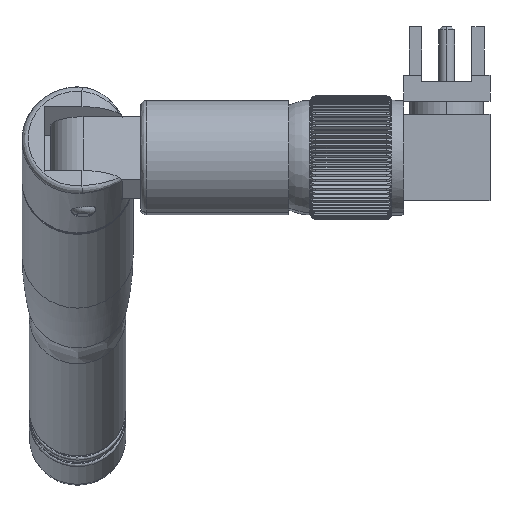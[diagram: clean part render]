
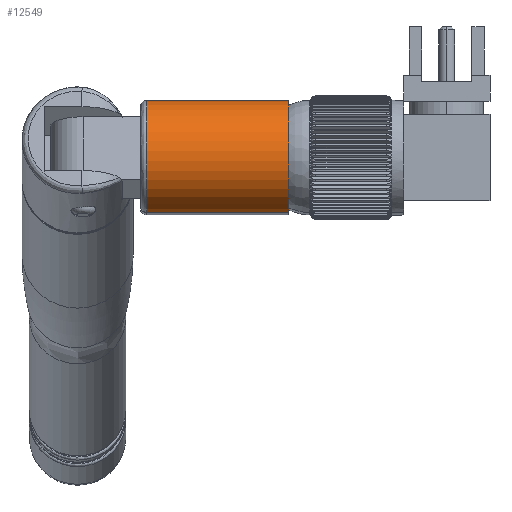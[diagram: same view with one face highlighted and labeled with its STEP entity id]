
A CAD part, left-side view. The second image highlights one B-rep face of the part: STEP entity #12549.
In plain terms, the highlighted cylindrical face has radius 4.65 mm (diameter 9.3 mm), a partial arc.
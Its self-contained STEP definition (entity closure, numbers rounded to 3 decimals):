
#483 = VERTEX_POINT ( 'NONE', #6261 ) ;
#573 = ORIENTED_EDGE ( 'NONE', *, *, #15547, .T. ) ;
#5280 = LINE ( 'NONE', #18341, #10712 ) ;
#5337 = CARTESIAN_POINT ( 'NONE',  ( 0., 5.3, -17.1 ) ) ;
#5964 = DIRECTION ( 'NONE',  ( 0., 0., 1. ) ) ;
#6108 = CYLINDRICAL_SURFACE ( 'NONE', #22058, 4.65 ) ;
#6261 = CARTESIAN_POINT ( 'NONE',  ( -4.65, 5.3, -5.6 ) ) ;
#7654 = DIRECTION ( 'NONE',  ( -1., 0., 0. ) ) ;
#8602 = VERTEX_POINT ( 'NONE', #13066 ) ;
#9572 = DIRECTION ( 'NONE',  ( -1., 0., 0. ) ) ;
#10528 = EDGE_CURVE ( 'NONE', #483, #8602, #28048, .T. ) ;
#10712 = VECTOR ( 'NONE', #13731, 1000. ) ;
#11196 = VECTOR ( 'NONE', #20903, 1000. ) ;
#11801 = CARTESIAN_POINT ( 'NONE',  ( 0., 5.3, -5.1 ) ) ;
#12549 = ADVANCED_FACE ( 'NONE', ( #26731 ), #6108, .T. ) ;
#13066 = CARTESIAN_POINT ( 'NONE',  ( 4.65, 5.3, -5.6 ) ) ;
#13731 = DIRECTION ( 'NONE',  ( 0., 0., -1. ) ) ;
#13863 = CARTESIAN_POINT ( 'NONE',  ( 4.65, 5.3, -17.1 ) ) ;
#13951 = VERTEX_POINT ( 'NONE', #13863 ) ;
#14423 = EDGE_CURVE ( 'NONE', #8602, #13951, #28869, .T. ) ;
#15447 = CIRCLE ( 'NONE', #16709, 4.65 ) ;
#15547 = EDGE_CURVE ( 'NONE', #16156, #13951, #15447, .T. ) ;
#16156 = VERTEX_POINT ( 'NONE', #25969 ) ;
#16348 = CARTESIAN_POINT ( 'NONE',  ( 4.65, 5.3, -5.1 ) ) ;
#16709 = AXIS2_PLACEMENT_3D ( 'NONE', #5337, #21550, #7654 ) ;
#18325 = AXIS2_PLACEMENT_3D ( 'NONE', #19821, #5964, #22160 ) ;
#18341 = CARTESIAN_POINT ( 'NONE',  ( -4.65, 5.3, -5.1 ) ) ;
#19821 = CARTESIAN_POINT ( 'NONE',  ( 0., 5.3, -5.6 ) ) ;
#20903 = DIRECTION ( 'NONE',  ( 0., 0., -1. ) ) ;
#20906 = DIRECTION ( 'NONE',  ( 0., 0., -1. ) ) ;
#21550 = DIRECTION ( 'NONE',  ( 0., 0., 1. ) ) ;
#22058 = AXIS2_PLACEMENT_3D ( 'NONE', #11801, #20906, #9572 ) ;
#22093 = ORIENTED_EDGE ( 'NONE', *, *, #29640, .T. ) ;
#22160 = DIRECTION ( 'NONE',  ( 1., 0., 0. ) ) ;
#22563 = ORIENTED_EDGE ( 'NONE', *, *, #10528, .F. ) ;
#23265 = ORIENTED_EDGE ( 'NONE', *, *, #14423, .F. ) ;
#25969 = CARTESIAN_POINT ( 'NONE',  ( -4.65, 5.3, -17.1 ) ) ;
#26731 = FACE_OUTER_BOUND ( 'NONE', #26815, .T. ) ;
#26815 = EDGE_LOOP ( 'NONE', ( #23265, #22563, #22093, #573 ) ) ;
#28048 = CIRCLE ( 'NONE', #18325, 4.65 ) ;
#28869 = LINE ( 'NONE', #16348, #11196 ) ;
#29640 = EDGE_CURVE ( 'NONE', #483, #16156, #5280, .T. ) ;
